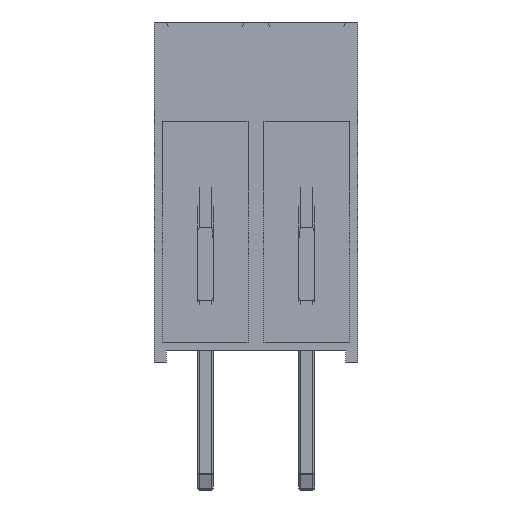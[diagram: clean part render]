
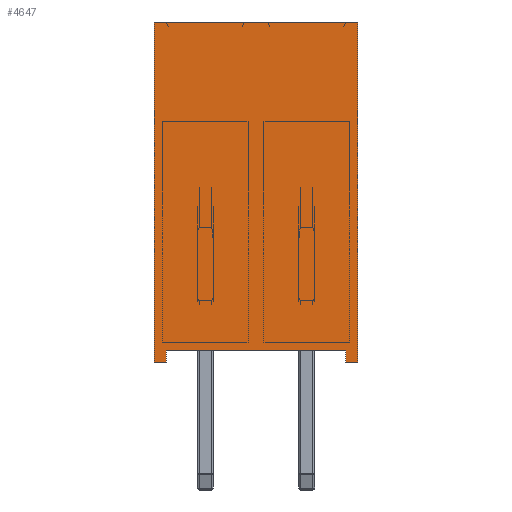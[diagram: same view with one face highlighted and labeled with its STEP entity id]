
A CAD part, left-side view. The second image highlights one B-rep face of the part: STEP entity #4647.
In plain terms, the highlighted planar face has unit normal (-1, 0, 0).
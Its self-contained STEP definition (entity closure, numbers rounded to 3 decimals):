
#674=FACE_OUTER_BOUND('',#964,.T.);
#964=EDGE_LOOP('',(#3024,#3025,#3026,#3027,#3028,#3029,#3030,#3031));
#1286=LINE('',#7244,#1634);
#1287=LINE('',#7247,#1635);
#1289=LINE('',#7251,#1637);
#1290=LINE('',#7253,#1638);
#1291=LINE('',#7255,#1639);
#1292=LINE('',#7257,#1640);
#1293=LINE('',#7259,#1641);
#1294=LINE('',#7260,#1642);
#1634=VECTOR('',#5641,10.);
#1635=VECTOR('',#5644,10.);
#1637=VECTOR('',#5648,10.);
#1638=VECTOR('',#5649,10.);
#1639=VECTOR('',#5650,10.);
#1640=VECTOR('',#5651,10.);
#1641=VECTOR('',#5652,10.);
#1642=VECTOR('',#5653,10.);
#1980=VERTEX_POINT('',#7240);
#1981=VERTEX_POINT('',#7242);
#1982=VERTEX_POINT('',#7246);
#1983=VERTEX_POINT('',#7250);
#1984=VERTEX_POINT('',#7252);
#1985=VERTEX_POINT('',#7254);
#1986=VERTEX_POINT('',#7256);
#1987=VERTEX_POINT('',#7258);
#2358=EDGE_CURVE('',#1980,#1981,#1286,.T.);
#2359=EDGE_CURVE('',#1982,#1980,#1287,.T.);
#2361=EDGE_CURVE('',#1981,#1983,#1289,.T.);
#2362=EDGE_CURVE('',#1983,#1984,#1290,.T.);
#2363=EDGE_CURVE('',#1984,#1985,#1291,.T.);
#2364=EDGE_CURVE('',#1985,#1986,#1292,.T.);
#2365=EDGE_CURVE('',#1987,#1986,#1293,.T.);
#2366=EDGE_CURVE('',#1982,#1987,#1294,.T.);
#3024=ORIENTED_EDGE('',*,*,#2361,.T.);
#3025=ORIENTED_EDGE('',*,*,#2362,.T.);
#3026=ORIENTED_EDGE('',*,*,#2363,.T.);
#3027=ORIENTED_EDGE('',*,*,#2364,.T.);
#3028=ORIENTED_EDGE('',*,*,#2365,.F.);
#3029=ORIENTED_EDGE('',*,*,#2366,.F.);
#3030=ORIENTED_EDGE('',*,*,#2359,.T.);
#3031=ORIENTED_EDGE('',*,*,#2358,.T.);
#4318=PLANE('',#4991);
#4647=ADVANCED_FACE('',(#674),#4318,.T.);
#4991=AXIS2_PLACEMENT_3D('',#7249,#5646,#5647);
#5641=DIRECTION('',(0.,0.,1.));
#5644=DIRECTION('',(0.,-1.,0.));
#5646=DIRECTION('center_axis',(-1.,0.,0.));
#5647=DIRECTION('ref_axis',(0.,-1.,0.));
#5648=DIRECTION('',(0.,-1.,0.));
#5649=DIRECTION('',(0.,0.,-1.));
#5650=DIRECTION('',(0.,-1.,0.));
#5651=DIRECTION('',(0.,0.,1.));
#5652=DIRECTION('',(0.,-1.,0.));
#5653=DIRECTION('',(0.,0.,1.));
#7240=CARTESIAN_POINT('',(-1.27,3.51,0.));
#7242=CARTESIAN_POINT('',(-1.27,3.51,0.3));
#7244=CARTESIAN_POINT('',(-1.27,3.51,0.));
#7246=CARTESIAN_POINT('',(-1.27,3.81,0.));
#7247=CARTESIAN_POINT('',(-1.27,3.81,0.));
#7249=CARTESIAN_POINT('Origin',(-1.27,1.27,0.));
#7250=CARTESIAN_POINT('',(-1.27,-0.97,0.3));
#7251=CARTESIAN_POINT('',(-1.27,1.27,0.3));
#7252=CARTESIAN_POINT('',(-1.27,-0.97,0.));
#7253=CARTESIAN_POINT('',(-1.27,-0.97,0.));
#7254=CARTESIAN_POINT('',(-1.27,-1.27,0.));
#7255=CARTESIAN_POINT('',(-1.27,1.27,0.));
#7256=CARTESIAN_POINT('',(-1.27,-1.27,8.5));
#7257=CARTESIAN_POINT('',(-1.27,-1.27,0.));
#7258=CARTESIAN_POINT('',(-1.27,3.81,8.5));
#7259=CARTESIAN_POINT('',(-1.27,3.81,8.5));
#7260=CARTESIAN_POINT('',(-1.27,3.81,0.));
